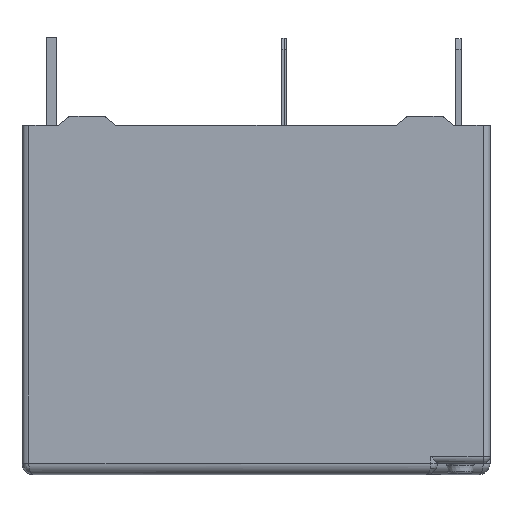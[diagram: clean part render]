
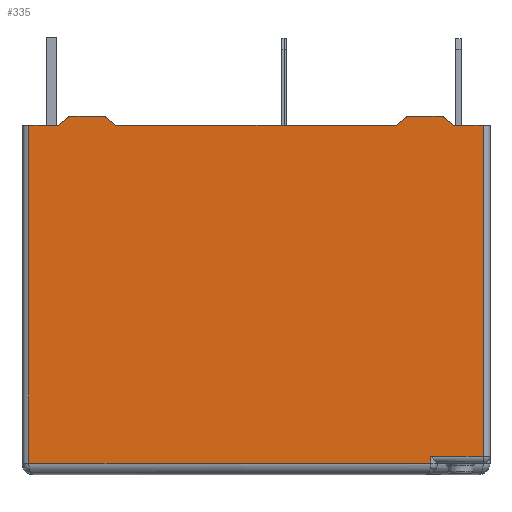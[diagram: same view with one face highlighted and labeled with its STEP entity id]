
A CAD part, front view. The second image highlights one B-rep face of the part: STEP entity #335.
In plain terms, the highlighted planar face has unit normal (0, -1, 0).
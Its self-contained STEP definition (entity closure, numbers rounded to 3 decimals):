
#335=ADVANCED_FACE('',(#761),#579,.T.);
#579=PLANE('',#4646);
#761=FACE_OUTER_BOUND('',#992,.T.);
#992=EDGE_LOOP('',(#1357,#1358,#1359,#1360,#1361,#1362,#1363,#1364,#1365,
#1366,#1367,#1368,#1369,#1370));
#1357=ORIENTED_EDGE('',*,*,#3028,.T.);
#1358=ORIENTED_EDGE('',*,*,#3029,.T.);
#1359=ORIENTED_EDGE('',*,*,#3030,.T.);
#1360=ORIENTED_EDGE('',*,*,#3031,.T.);
#1361=ORIENTED_EDGE('',*,*,#3032,.T.);
#1362=ORIENTED_EDGE('',*,*,#2993,.F.);
#1363=ORIENTED_EDGE('',*,*,#3033,.T.);
#1364=ORIENTED_EDGE('',*,*,#3034,.F.);
#1365=ORIENTED_EDGE('',*,*,#3035,.T.);
#1366=ORIENTED_EDGE('',*,*,#2978,.F.);
#1367=ORIENTED_EDGE('',*,*,#3036,.T.);
#1368=ORIENTED_EDGE('',*,*,#3037,.F.);
#1369=ORIENTED_EDGE('',*,*,#3038,.T.);
#1370=ORIENTED_EDGE('',*,*,#2981,.F.);
#2555=VERTEX_POINT('',#6266);
#2557=VERTEX_POINT('',#6270);
#2560=VERTEX_POINT('',#6277);
#2561=VERTEX_POINT('',#6279);
#2572=VERTEX_POINT('',#6304);
#2573=VERTEX_POINT('',#6305);
#2601=VERTEX_POINT('',#6376);
#2602=VERTEX_POINT('',#6378);
#2603=VERTEX_POINT('',#6380);
#2604=VERTEX_POINT('',#6382);
#2605=VERTEX_POINT('',#6385);
#2606=VERTEX_POINT('',#6387);
#2607=VERTEX_POINT('',#6390);
#2608=VERTEX_POINT('',#6392);
#2978=EDGE_CURVE('',#2557,#2555,#3611,.T.);
#2981=EDGE_CURVE('',#2560,#2561,#3613,.T.);
#2993=EDGE_CURVE('',#2572,#2573,#3624,.T.);
#3028=EDGE_CURVE('',#2560,#2601,#3656,.T.);
#3029=EDGE_CURVE('',#2601,#2602,#3657,.T.);
#3030=EDGE_CURVE('',#2602,#2603,#3658,.T.);
#3031=EDGE_CURVE('',#2603,#2604,#3659,.T.);
#3032=EDGE_CURVE('',#2604,#2573,#3660,.T.);
#3033=EDGE_CURVE('',#2572,#2605,#3661,.T.);
#3034=EDGE_CURVE('',#2606,#2605,#3662,.T.);
#3035=EDGE_CURVE('',#2606,#2555,#3663,.T.);
#3036=EDGE_CURVE('',#2557,#2607,#3664,.T.);
#3037=EDGE_CURVE('',#2608,#2607,#3665,.T.);
#3038=EDGE_CURVE('',#2608,#2561,#3666,.T.);
#3611=LINE('',#6271,#4140);
#3613=LINE('',#6278,#4142);
#3624=LINE('',#6303,#4153);
#3656=LINE('',#6375,#4185);
#3657=LINE('',#6377,#4186);
#3658=LINE('',#6379,#4187);
#3659=LINE('',#6381,#4188);
#3660=LINE('',#6383,#4189);
#3661=LINE('',#6384,#4190);
#3662=LINE('',#6386,#4191);
#3663=LINE('',#6388,#4192);
#3664=LINE('',#6389,#4193);
#3665=LINE('',#6391,#4194);
#3666=LINE('',#6393,#4195);
#4140=VECTOR('',#5031,1.);
#4142=VECTOR('',#5037,1.);
#4153=VECTOR('',#5054,1.);
#4185=VECTOR('',#5108,1.);
#4186=VECTOR('',#5109,1.);
#4187=VECTOR('',#5110,1.);
#4188=VECTOR('',#5111,1.);
#4189=VECTOR('',#5112,1.);
#4190=VECTOR('',#5113,1.);
#4191=VECTOR('',#5114,1.);
#4192=VECTOR('',#5115,1.);
#4193=VECTOR('',#5116,1.);
#4194=VECTOR('',#5117,1.);
#4195=VECTOR('',#5118,1.);
#4646=AXIS2_PLACEMENT_3D('',#6394,#5119,#5120);
#5031=DIRECTION('',(1.,0.,0.));
#5037=DIRECTION('',(1.,0.,0.));
#5054=DIRECTION('',(1.,0.,0.));
#5108=DIRECTION('',(0.,0.,-1.));
#5109=DIRECTION('',(1.,0.,0.));
#5110=DIRECTION('',(0.,0.,1.));
#5111=DIRECTION('',(1.,0.,0.));
#5112=DIRECTION('',(0.,0.,1.));
#5113=DIRECTION('',(-0.781,0.,0.625));
#5114=DIRECTION('',(1.,0.,0.));
#5115=DIRECTION('',(-0.781,0.,-0.625));
#5116=DIRECTION('',(-0.781,0.,0.625));
#5117=DIRECTION('',(1.,0.,0.));
#5118=DIRECTION('',(-0.781,0.,-0.625));
#5119=DIRECTION('',(0.,-1.,0.));
#5120=DIRECTION('',(0.,0.,-1.));
#6266=CARTESIAN_POINT('',(9.45,-5.394,0.9));
#6270=CARTESIAN_POINT('',(-2.85,-5.394,0.9));
#6271=CARTESIAN_POINT('',(-6.95,-5.394,0.9));
#6277=CARTESIAN_POINT('',(-6.65,-5.394,0.9));
#6278=CARTESIAN_POINT('',(-6.95,-5.394,0.9));
#6279=CARTESIAN_POINT('',(-5.35,-5.394,0.9));
#6303=CARTESIAN_POINT('',(-6.95,-5.394,0.9));
#6304=CARTESIAN_POINT('',(11.95,-5.394,0.9));
#6305=CARTESIAN_POINT('',(13.25,-5.394,0.9));
#6375=CARTESIAN_POINT('',(-6.65,-5.394,-14.4));
#6376=CARTESIAN_POINT('',(-6.65,-5.394,-13.9));
#6377=CARTESIAN_POINT('',(10.95,-5.394,-13.9));
#6378=CARTESIAN_POINT('',(10.95,-5.394,-13.9));
#6379=CARTESIAN_POINT('',(10.95,-5.394,-13.9));
#6380=CARTESIAN_POINT('',(10.95,-5.394,-13.6));
#6381=CARTESIAN_POINT('',(-6.95,-5.394,-13.6));
#6382=CARTESIAN_POINT('',(13.25,-5.394,-13.6));
#6383=CARTESIAN_POINT('',(13.25,-5.394,-14.4));
#6384=CARTESIAN_POINT('',(7.889,-5.394,4.149));
#6385=CARTESIAN_POINT('',(11.45,-5.394,1.3));
#6386=CARTESIAN_POINT('',(9.45,-5.394,1.3));
#6387=CARTESIAN_POINT('',(9.95,-5.394,1.3));
#6388=CARTESIAN_POINT('',(-8.014,-5.394,-13.071));
#6389=CARTESIAN_POINT('',(2.113,-5.394,-3.071));
#6390=CARTESIAN_POINT('',(-3.35,-5.394,1.3));
#6391=CARTESIAN_POINT('',(-5.35,-5.394,1.3));
#6392=CARTESIAN_POINT('',(-4.85,-5.394,1.3));
#6393=CARTESIAN_POINT('',(-13.789,-5.394,-5.851));
#6394=CARTESIAN_POINT('',(-6.95,-5.394,-14.4));
